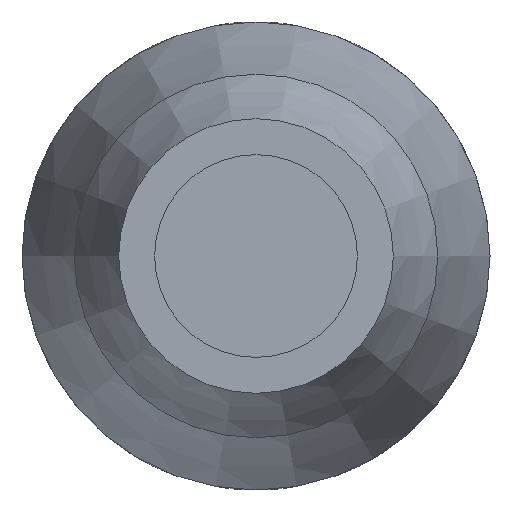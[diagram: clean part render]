
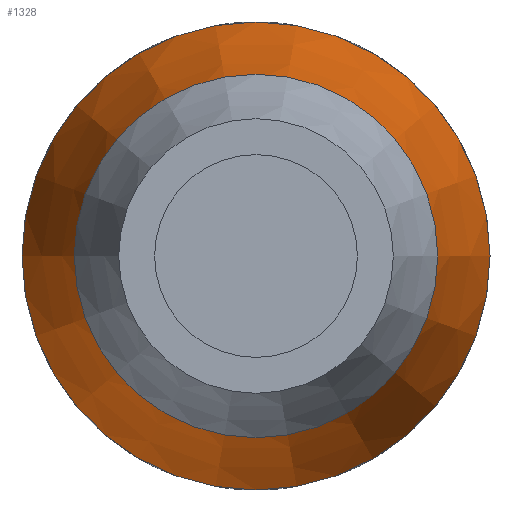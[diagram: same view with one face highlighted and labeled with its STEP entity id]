
A CAD part, left-side view. The second image highlights one B-rep face of the part: STEP entity #1328.
In plain terms, the highlighted conical face has half-angle 13.36 degrees and reference radius 5.6 mm.
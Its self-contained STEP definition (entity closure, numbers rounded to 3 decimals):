
#626=CONICAL_SURFACE('',#4138,5.6,13.36);
#1328=ADVANCED_FACE('',(#1637,#1638),#626,.T.);
#1637=FACE_BOUND('',#1765,.T.);
#1638=FACE_BOUND('',#1766,.T.);
#1765=EDGE_LOOP('',(#2114));
#1766=EDGE_LOOP('',(#2115));
#2114=ORIENTED_EDGE('',*,*,#3370,.F.);
#2115=ORIENTED_EDGE('',*,*,#3432,.T.);
#3038=VERTEX_POINT('',#5707);
#3100=VERTEX_POINT('',#6135);
#3370=EDGE_CURVE('',#3038,#3038,#3859,.T.);
#3432=EDGE_CURVE('',#3100,#3100,#3879,.T.);
#3859=CIRCLE('',#4106,7.5);
#3879=CIRCLE('',#4136,5.6);
#4106=AXIS2_PLACEMENT_3D('',#5706,#4568,#4569);
#4136=AXIS2_PLACEMENT_3D('',#6134,#4642,#4643);
#4138=AXIS2_PLACEMENT_3D('',#6137,#4646,#4647);
#4568=DIRECTION('',(1.,0.,0.));
#4569=DIRECTION('',(0.,1.,0.));
#4642=DIRECTION('',(1.,0.,0.));
#4643=DIRECTION('',(0.,1.,0.));
#4646=DIRECTION('',(1.,0.,0.));
#4647=DIRECTION('',(0.,-1.,0.));
#5706=CARTESIAN_POINT('',(54.915,59.91,0.));
#5707=CARTESIAN_POINT('',(54.915,67.41,0.));
#6134=CARTESIAN_POINT('',(46.915,59.91,0.));
#6135=CARTESIAN_POINT('',(46.915,65.51,0.));
#6137=CARTESIAN_POINT('',(46.915,59.91,0.));
